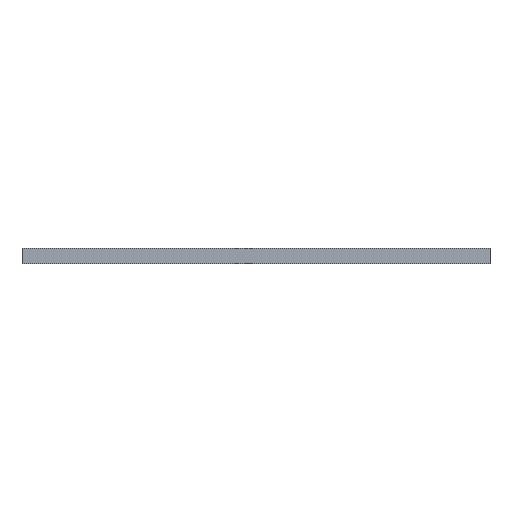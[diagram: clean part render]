
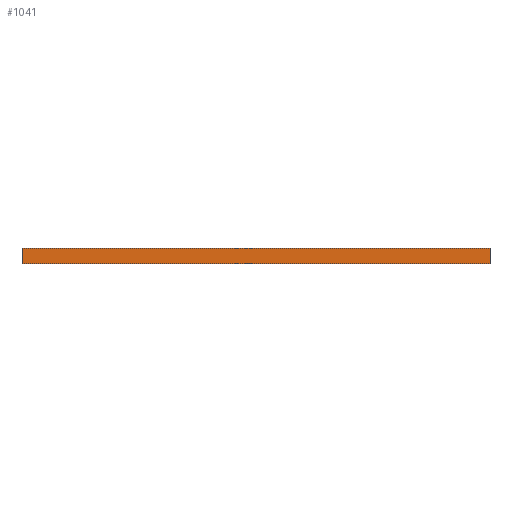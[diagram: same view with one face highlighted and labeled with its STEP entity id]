
A CAD part, front view. The second image highlights one B-rep face of the part: STEP entity #1041.
In plain terms, the highlighted planar face has unit normal (0, -1, 0).
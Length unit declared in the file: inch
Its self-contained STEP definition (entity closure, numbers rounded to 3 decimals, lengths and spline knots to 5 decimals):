
#861=CARTESIAN_POINT('',(-0.75,-0.75,0.25));
#862=VERTEX_POINT('',#861);
#879=CARTESIAN_POINT('',(-0.75,-0.75,0.0));
#880=VERTEX_POINT('',#879);
#887=CARTESIAN_POINT('',(-0.75,-0.75,0.0));
#888=DIRECTION('',(0.0,0.0,1.0));
#889=VECTOR('',#888,0.25);
#890=LINE('',#887,#889);
#891=EDGE_CURVE('',#880,#862,#890,.T.);
#994=CARTESIAN_POINT('',(6.75,-0.75,0.25));
#995=VERTEX_POINT('',#994);
#1002=CARTESIAN_POINT('',(6.75,-0.75,0.0));
#1003=VERTEX_POINT('',#1002);
#1004=CARTESIAN_POINT('',(6.75,-0.75,0.0));
#1005=DIRECTION('',(0.0,0.0,1.0));
#1006=VECTOR('',#1005,0.25);
#1007=LINE('',#1004,#1006);
#1008=EDGE_CURVE('',#1003,#995,#1007,.T.);
#1020=CARTESIAN_POINT('',(6.75,-0.75,0.0));
#1021=DIRECTION('',(0.0,-1.0,0.0));
#1022=DIRECTION('',(0.0,0.0,-1.0));
#1023=AXIS2_PLACEMENT_3D('',#1020,#1021,#1022);
#1024=PLANE('',#1023);
#1025=CARTESIAN_POINT('',(6.75,-0.75,0.25));
#1026=DIRECTION('',(-1.0,0.0,0.0));
#1027=VECTOR('',#1026,7.5);
#1028=LINE('',#1025,#1027);
#1029=EDGE_CURVE('',#995,#862,#1028,.T.);
#1030=ORIENTED_EDGE('',*,*,#1029,.T.);
#1031=ORIENTED_EDGE('',*,*,#891,.F.);
#1032=CARTESIAN_POINT('',(-0.75,-0.75,0.0));
#1033=DIRECTION('',(1.0,0.0,0.0));
#1034=VECTOR('',#1033,7.5);
#1035=LINE('',#1032,#1034);
#1036=EDGE_CURVE('',#880,#1003,#1035,.T.);
#1037=ORIENTED_EDGE('',*,*,#1036,.T.);
#1038=ORIENTED_EDGE('',*,*,#1008,.T.);
#1039=EDGE_LOOP('',(#1030,#1031,#1037,#1038));
#1040=FACE_OUTER_BOUND('',#1039,.T.);
#1041=ADVANCED_FACE('',(#1040),#1024,.T.);
